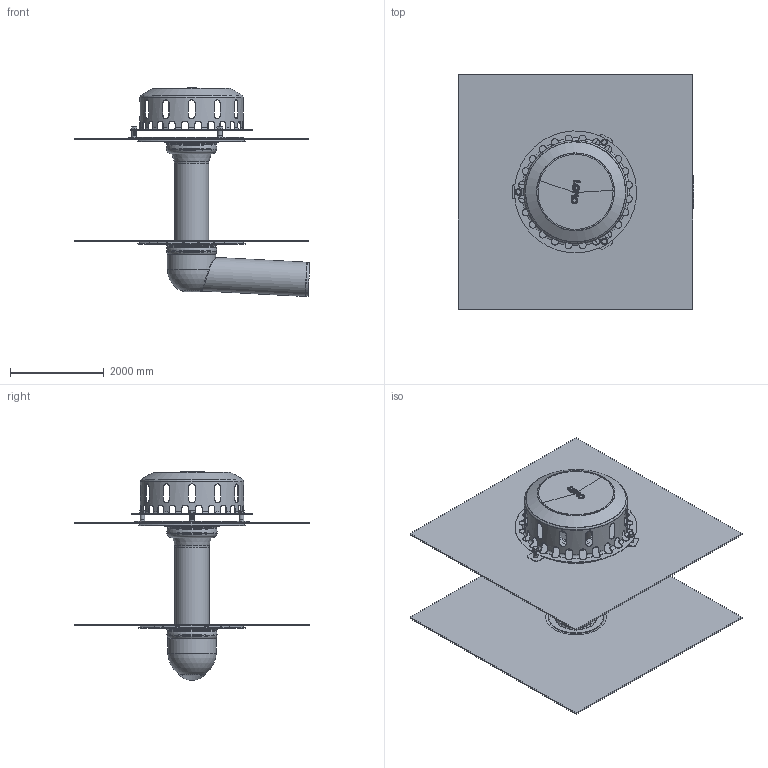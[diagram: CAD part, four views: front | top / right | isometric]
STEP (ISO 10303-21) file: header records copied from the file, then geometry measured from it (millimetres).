
FILE_DESCRIPTION(/* description */ (''),/* implementation_level */ '2;1');
FILE_NAME(/* name */ '15485.070X_3D.stp',/* time_stamp */ '2024-12-12T06:54:08+01:00',/* author */ ('CAD'),/* organization */ (''),/* preprocessor_version */ 'ST-DEVELOPER v20',/* originating_system */ 'AutoCAD Mechanical',/* authorisation */ '');
FILE_SCHEMA (('AUTOMOTIVE_DESIGN { 1 0 10303 214 3 1 1 }'));
Length unit declared in the file: centimetre
Products named in the file (2): Product; *S0
Assembly tree (1 placements, depth 2):
  Product
    *S0
Bounding box: 5018.83 x 5000 x 4448.78 mm (x, y, z)
Volume: 2095278135.9 mm3; surface area: 179738094.5 mm2
Topology: 22 solids, 22 shells, 732 faces, 1988 edges, 1266 vertices
Faces by surface type: plane 207, cylinder 190, torus 168, cone 153, bspline 9, sphere 5
Full cylindrical faces by diameter (mm): 40 x3, 60 x3, 80 x3, 100 x3, 105 x2, 698 x2, 706 x2, 730 x6, 770 x5, 810 x4, 885 x2, 901 x2, 905 x2, 920 x2, 965 x4, 980 x1, 1000 x1, 1010 x2, 1030 x1, 2180 x1, 2200 x1, 2600 x1
Entity records: 29826 total; most frequent: CARTESIAN_POINT 11052, DIRECTION 3989, ORIENTED_EDGE 3956, EDGE_CURVE 1978, AXIS2_PLACEMENT_3D 1654, VERTEX_POINT 1262, CIRCLE 899, EDGE_LOOP 828
